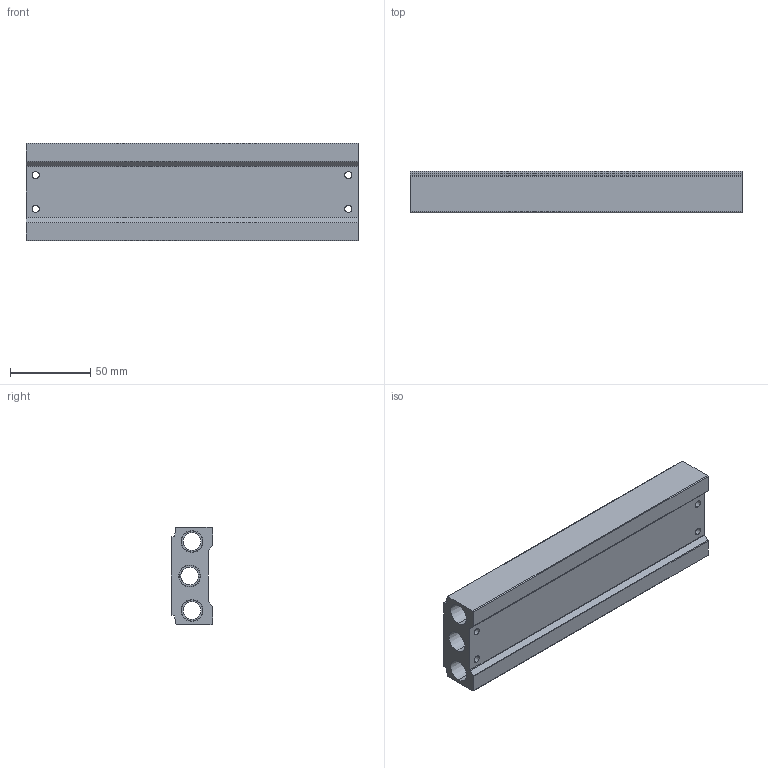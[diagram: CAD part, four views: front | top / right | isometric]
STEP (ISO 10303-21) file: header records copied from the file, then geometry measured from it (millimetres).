
FILE_DESCRIPTION (( 'STEP AP203' ), '1' );
FILE_NAME ('AM-528.step', '2015-11-10T16:23:24', ( '' ), ( '' ), 'SwSTEP 2.0', 'SolidWorks 2015', '' );
FILE_SCHEMA (( 'CONFIG_CONTROL_DESIGN' ));
Length unit declared in the file: millimetre
Products named in the file (1): AM-528
Bounding box: 207 x 26 x 61 mm (x, y, z)
Volume: 226315 mm3; surface area: 64599.4 mm2
Topology: 1 solids, 1 shells, 185 faces, 499 edges, 306 vertices
Faces by surface type: cylinder 105, cone 44, plane 36
Entity records: 7160 total; most frequent: CARTESIAN_POINT 2383, DIRECTION 1009, ORIENTED_EDGE 934, EDGE_CURVE 467, AXIS2_PLACEMENT_3D 404, VERTEX_POINT 306, EDGE_LOOP 269, CIRCLE 218
